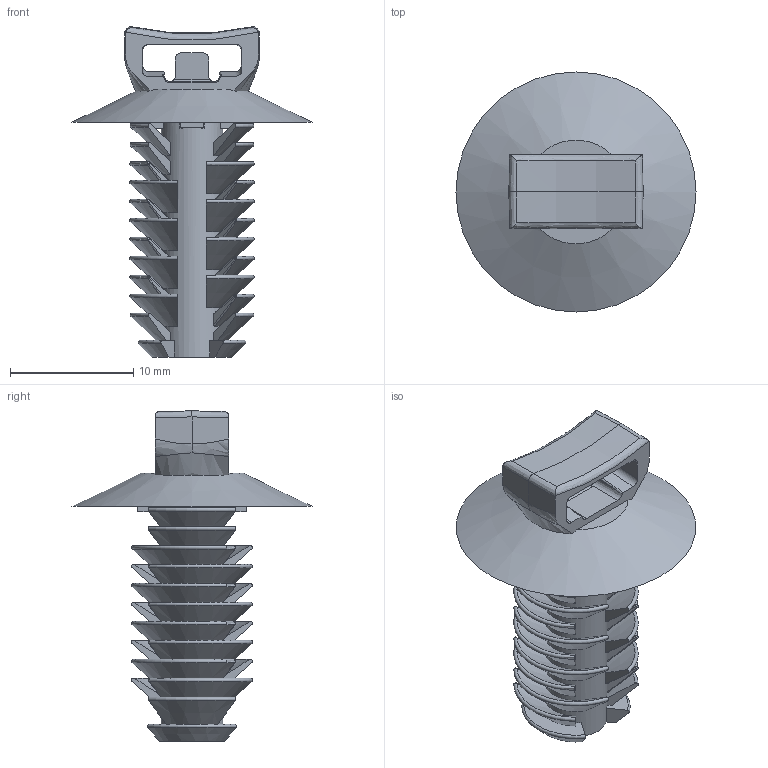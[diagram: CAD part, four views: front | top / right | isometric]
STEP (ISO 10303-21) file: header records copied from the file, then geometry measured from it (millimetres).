
FILE_DESCRIPTION(/* description */ (''),/* implementation_level */ '2;1');
FILE_NAME(/* name */ 'PANDUIT_PUM_925_',/* time_stamp */ '2010-09-07T09:40:45-05:00',/* author */ (''),/* organization */ (''),/* preprocessor_version */ 'ST-DEVELOPER v9',/* originating_system */ 'UGS - NX 3.0',/* authorisation */ '');
FILE_SCHEMA (('CONFIG_CONTROL_DESIGN'));
Length unit declared in the file: millimetre
Products named in the file (1): bwg4BC8drsf
Bounding box: 19.5 x 19.5 x 26.84 mm (x, y, z)
Volume: 1056.5 mm3; surface area: 2354.4 mm2
Topology: 1 solids, 1 shells, 270 faces, 723 edges, 464 vertices
Faces by surface type: plane 103, bspline 72, cone 52, torus 24, cylinder 19
Full cylindrical faces by diameter (mm): 5 x1
Entity records: 11106 total; most frequent: CARTESIAN_POINT 5095, ORIENTED_EDGE 1374, DIRECTION 1045, EDGE_CURVE 687, VERTEX_POINT 441, AXIS2_PLACEMENT_3D 421, EDGE_LOOP 298, ADVANCED_FACE 270
